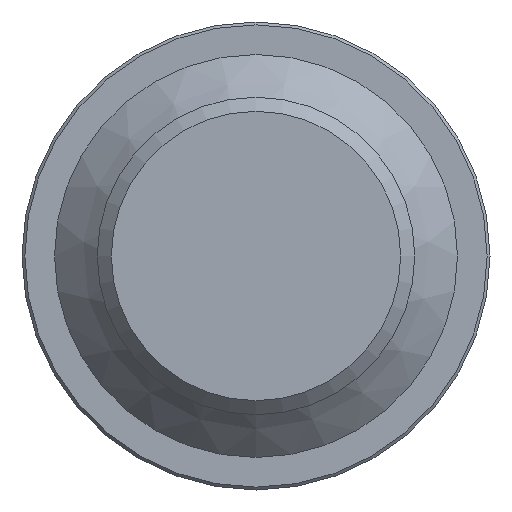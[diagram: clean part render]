
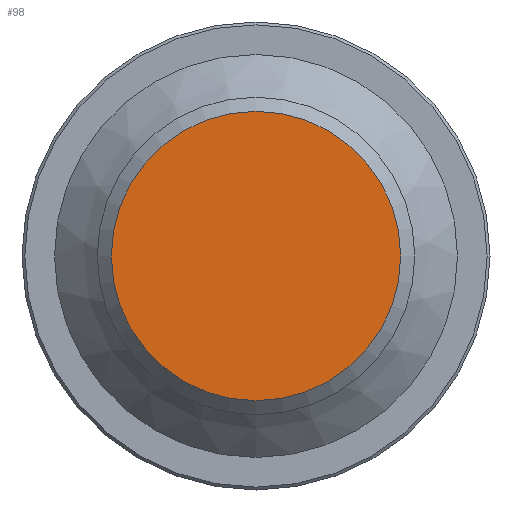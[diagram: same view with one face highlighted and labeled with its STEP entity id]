
A CAD part, front view. The second image highlights one B-rep face of the part: STEP entity #98.
In plain terms, the highlighted planar face has unit normal (0, -1, 0).
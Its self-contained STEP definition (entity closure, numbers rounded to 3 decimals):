
#98 = ADVANCED_FACE( '', ( #210 ), #211, .F. );
#210 = FACE_OUTER_BOUND( '', #335, .T. );
#211 = PLANE( '', #336 );
#335 = EDGE_LOOP( '', ( #535 ) );
#336 = AXIS2_PLACEMENT_3D( '', #536, #537, #538 );
#535 = ORIENTED_EDGE( '', *, *, #691, .T. );
#536 = CARTESIAN_POINT( '', ( 15.146, -16., 0. ) );
#537 = DIRECTION( '', ( 0., 1., 0. ) );
#538 = DIRECTION( '', ( 0., 0., 1. ) );
#691 = EDGE_CURVE( '', #810, #810, #811, .T. );
#810 = VERTEX_POINT( '', #971 );
#811 = CIRCLE( '', #972, 15.146 );
#971 = CARTESIAN_POINT( '', ( 0., -16., -15.146 ) );
#972 = AXIS2_PLACEMENT_3D( '', #1134, #1135, #1136 );
#1134 = CARTESIAN_POINT( '', ( 0., -16., 0. ) );
#1135 = DIRECTION( '', ( 0., -1., 0. ) );
#1136 = DIRECTION( '', ( 0., 0., -1. ) );
